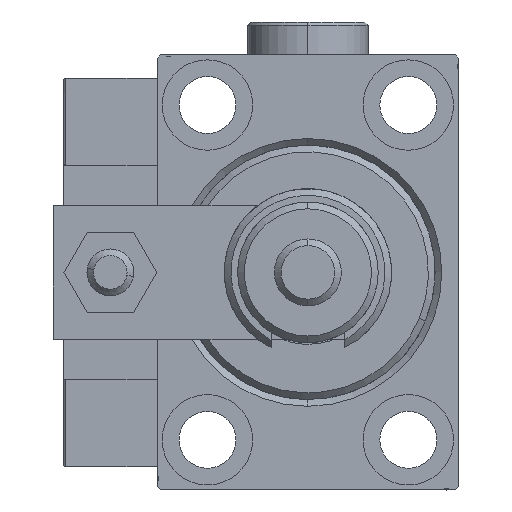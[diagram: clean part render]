
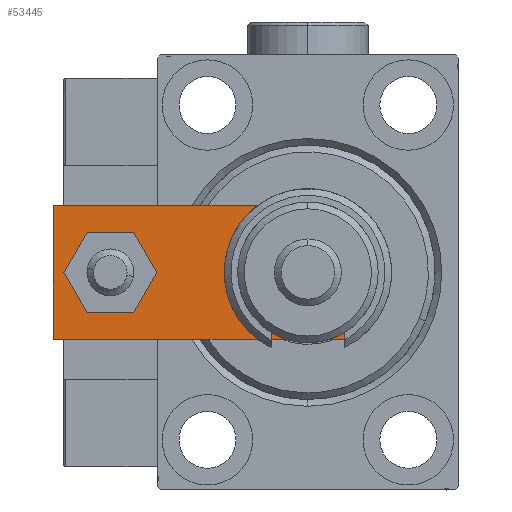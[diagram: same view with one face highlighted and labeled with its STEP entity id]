
A CAD part, left-side view. The second image highlights one B-rep face of the part: STEP entity #53445.
In plain terms, the highlighted face is planar.
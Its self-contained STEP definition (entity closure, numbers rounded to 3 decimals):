
#12 = LINE ( 'NONE', #13171, #10979 ) ;
#82 = VERTEX_POINT ( 'NONE', #24318 ) ;
#344 = CARTESIAN_POINT ( 'NONE',  ( 10., 48., 6. ) ) ;
#1080 = ORIENTED_EDGE ( 'NONE', *, *, #52031, .F. ) ;
#1791 = DIRECTION ( 'NONE',  ( 0., 0., 1. ) ) ;
#1870 = DIRECTION ( 'NONE',  ( 1., 0., 0. ) ) ;
#3528 = AXIS2_PLACEMENT_3D ( 'NONE', #39479, #1791, #14151 ) ;
#3635 = DIRECTION ( 'NONE',  ( 1., 0., 0. ) ) ;
#3672 = DIRECTION ( 'NONE',  ( 0.707, 0.707, 0. ) ) ;
#5499 = VECTOR ( 'NONE', #3672, 1000. ) ;
#5556 = DIRECTION ( 'NONE',  ( 1., 0., 0. ) ) ;
#5880 = VECTOR ( 'NONE', #42392, 1000. ) ;
#6668 = LINE ( 'NONE', #23445, #29563 ) ;
#8324 = VERTEX_POINT ( 'NONE', #48861 ) ;
#8562 = DIRECTION ( 'NONE',  ( 0., 0., 1. ) ) ;
#8573 = CARTESIAN_POINT ( 'NONE',  ( 10., 48., 6. ) ) ;
#8918 = VECTOR ( 'NONE', #28870, 1000. ) ;
#9021 = CARTESIAN_POINT ( 'NONE',  ( 0., 39.5, 6. ) ) ;
#9028 = CARTESIAN_POINT ( 'NONE',  ( -10., 0., 6. ) ) ;
#10657 = CARTESIAN_POINT ( 'NONE',  ( 0., 10., 6. ) ) ;
#10759 = CIRCLE ( 'NONE', #50304, 4. ) ;
#10979 = VECTOR ( 'NONE', #16774, 1000. ) ;
#11919 = AXIS2_PLACEMENT_3D ( 'NONE', #10657, #22489, #1870 ) ;
#12731 = CARTESIAN_POINT ( 'NONE',  ( -4., 39.5, 6. ) ) ;
#13171 = CARTESIAN_POINT ( 'NONE',  ( -2.88, -2.88, 6. ) ) ;
#13190 = CARTESIAN_POINT ( 'NONE',  ( 2.88, -2.88, 6. ) ) ;
#13798 = FACE_OUTER_BOUND ( 'NONE', #20956, .T. ) ;
#13989 = CARTESIAN_POINT ( 'NONE',  ( 10., 4.24, 6. ) ) ;
#14151 = DIRECTION ( 'NONE',  ( 1., 0., 0. ) ) ;
#14719 = CARTESIAN_POINT ( 'NONE',  ( 4., 39.5, 6. ) ) ;
#16763 = EDGE_CURVE ( 'NONE', #19540, #29643, #50872, .T. ) ;
#16774 = DIRECTION ( 'NONE',  ( 0.707, -0.707, 0. ) ) ;
#17510 = ORIENTED_EDGE ( 'NONE', *, *, #27332, .F. ) ;
#17792 = ORIENTED_EDGE ( 'NONE', *, *, #26756, .T. ) ;
#18009 = VERTEX_POINT ( 'NONE', #29990 ) ;
#19540 = VERTEX_POINT ( 'NONE', #52053 ) ;
#19630 = ORIENTED_EDGE ( 'NONE', *, *, #44588, .T. ) ;
#20956 = EDGE_LOOP ( 'NONE', ( #17792, #48091, #36151, #29445, #41161, #19630 ) ) ;
#21185 = CIRCLE ( 'NONE', #3528, 4. ) ;
#21287 = EDGE_CURVE ( 'NONE', #18009, #8324, #12, .T. ) ;
#22489 = DIRECTION ( 'NONE',  ( 0., 0., 1. ) ) ;
#22890 = EDGE_LOOP ( 'NONE', ( #49252, #17510 ) ) ;
#23445 = CARTESIAN_POINT ( 'NONE',  ( 10., 0., 6. ) ) ;
#23591 = EDGE_CURVE ( 'NONE', #8324, #19540, #46697, .T. ) ;
#24203 = LINE ( 'NONE', #28608, #8918 ) ;
#24318 = CARTESIAN_POINT ( 'NONE',  ( -7.25, 10., 6. ) ) ;
#25798 = DIRECTION ( 'NONE',  ( 0., 0., 1. ) ) ;
#25921 = CARTESIAN_POINT ( 'NONE',  ( 0., 0., 6. ) ) ;
#26285 = ORIENTED_EDGE ( 'NONE', *, *, #31616, .F. ) ;
#26756 = EDGE_CURVE ( 'NONE', #27239, #18009, #24203, .T. ) ;
#27239 = VERTEX_POINT ( 'NONE', #32513 ) ;
#27332 = EDGE_CURVE ( 'NONE', #39197, #82, #43230, .T. ) ;
#28608 = CARTESIAN_POINT ( 'NONE',  ( -10., 48., 6. ) ) ;
#28870 = DIRECTION ( 'NONE',  ( 0., -1., 0. ) ) ;
#29374 = VERTEX_POINT ( 'NONE', #12731 ) ;
#29445 = ORIENTED_EDGE ( 'NONE', *, *, #16763, .T. ) ;
#29563 = VECTOR ( 'NONE', #44886, 1000. ) ;
#29643 = VERTEX_POINT ( 'NONE', #13989 ) ;
#29990 = CARTESIAN_POINT ( 'NONE',  ( -10., 4.24, 6. ) ) ;
#30319 = DIRECTION ( 'NONE',  ( 0., 0., 1. ) ) ;
#31616 = EDGE_CURVE ( 'NONE', #29374, #38719, #10759, .T. ) ;
#31820 = AXIS2_PLACEMENT_3D ( 'NONE', #33596, #8562, #3635 ) ;
#32513 = CARTESIAN_POINT ( 'NONE',  ( -10., 48., 6. ) ) ;
#33596 = CARTESIAN_POINT ( 'NONE',  ( 0., 10., 6. ) ) ;
#36151 = ORIENTED_EDGE ( 'NONE', *, *, #23591, .T. ) ;
#37546 = EDGE_CURVE ( 'NONE', #82, #39197, #38275, .T. ) ;
#38275 = CIRCLE ( 'NONE', #11919, 7.25 ) ;
#38719 = VERTEX_POINT ( 'NONE', #14719 ) ;
#39197 = VERTEX_POINT ( 'NONE', #51519 ) ;
#39376 = VERTEX_POINT ( 'NONE', #344 ) ;
#39479 = CARTESIAN_POINT ( 'NONE',  ( 0., 39.5, 6. ) ) ;
#41161 = ORIENTED_EDGE ( 'NONE', *, *, #43578, .T. ) ;
#41602 = LINE ( 'NONE', #8573, #5880 ) ;
#42392 = DIRECTION ( 'NONE',  ( -1., 0., 0. ) ) ;
#42701 = FACE_BOUND ( 'NONE', #48410, .T. ) ;
#43230 = CIRCLE ( 'NONE', #31820, 7.25 ) ;
#43506 = FACE_BOUND ( 'NONE', #22890, .T. ) ;
#43578 = EDGE_CURVE ( 'NONE', #29643, #39376, #6668, .T. ) ;
#44588 = EDGE_CURVE ( 'NONE', #39376, #27239, #41602, .T. ) ;
#44886 = DIRECTION ( 'NONE',  ( 0., 1., 0. ) ) ;
#46570 = AXIS2_PLACEMENT_3D ( 'NONE', #25921, #30319, #5556 ) ;
#46697 = LINE ( 'NONE', #9028, #53210 ) ;
#48091 = ORIENTED_EDGE ( 'NONE', *, *, #21287, .T. ) ;
#48410 = EDGE_LOOP ( 'NONE', ( #26285, #1080 ) ) ;
#48861 = CARTESIAN_POINT ( 'NONE',  ( -5.76, 0., 6. ) ) ;
#49252 = ORIENTED_EDGE ( 'NONE', *, *, #37546, .F. ) ;
#50304 = AXIS2_PLACEMENT_3D ( 'NONE', #9021, #25798, #51082 ) ;
#50872 = LINE ( 'NONE', #13190, #5499 ) ;
#51082 = DIRECTION ( 'NONE',  ( 1., 0., 0. ) ) ;
#51216 = PLANE ( 'NONE',  #46570 ) ;
#51519 = CARTESIAN_POINT ( 'NONE',  ( 7.25, 10., 6. ) ) ;
#52031 = EDGE_CURVE ( 'NONE', #38719, #29374, #21185, .T. ) ;
#52053 = CARTESIAN_POINT ( 'NONE',  ( 5.76, 0., 6. ) ) ;
#52455 = DIRECTION ( 'NONE',  ( 1., 0., 0. ) ) ;
#53210 = VECTOR ( 'NONE', #52455, 1000. ) ;
#53445 = ADVANCED_FACE ( 'NONE', ( #42701, #13798, #43506 ), #51216, .T. ) ;
